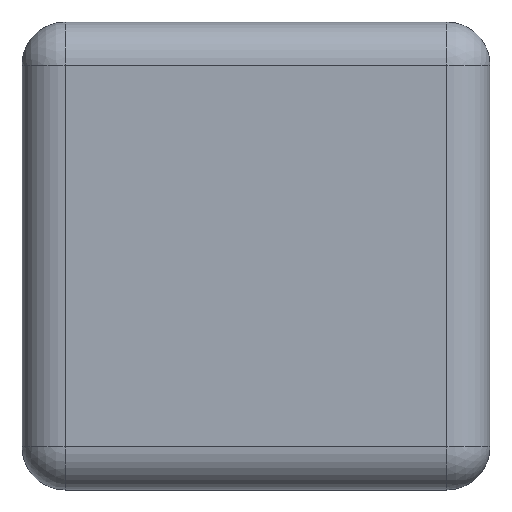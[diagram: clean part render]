
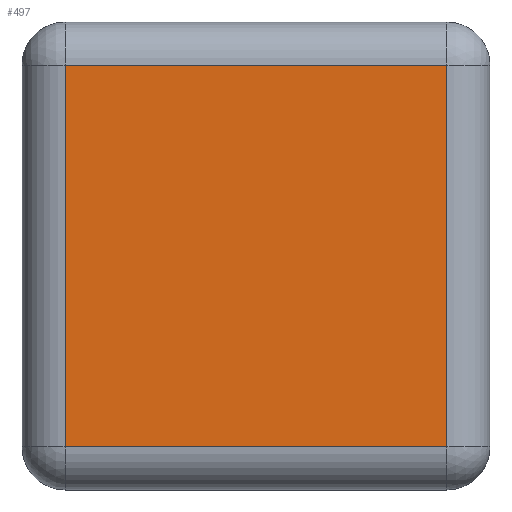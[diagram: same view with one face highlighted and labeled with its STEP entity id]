
A CAD part, left-side view. The second image highlights one B-rep face of the part: STEP entity #497.
In plain terms, the highlighted planar face has unit normal (-1, 0, 0).
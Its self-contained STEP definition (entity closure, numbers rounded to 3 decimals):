
#497=ADVANCED_FACE('NONE',(#1016),#1017,.F.);
#1016=FACE_OUTER_BOUND('',#1569,.T.);
#1017=PLANE('',#1570);
#1569=EDGE_LOOP('',(#2861,#2862,#2863,#2864));
#1570=AXIS2_PLACEMENT_3D('',#2865,#2866,#2867);
#2861=ORIENTED_EDGE('',*,*,#3660,.T.);
#2862=ORIENTED_EDGE('',*,*,#3661,.T.);
#2863=ORIENTED_EDGE('',*,*,#3662,.T.);
#2864=ORIENTED_EDGE('',*,*,#3663,.T.);
#2865=CARTESIAN_POINT('',(-97.478,10.644,43.331));
#2866=DIRECTION('',(1.0,0.,0.));
#2867=DIRECTION('',(0.,0.,-1.0));
#3660=EDGE_CURVE('NONE',#4446,#4447,#4448,.T.);
#3661=EDGE_CURVE('NONE',#4447,#4449,#4450,.T.);
#3662=EDGE_CURVE('NONE',#4449,#4451,#4452,.T.);
#3663=EDGE_CURVE('NONE',#4451,#4446,#4453,.T.);
#4446=VERTEX_POINT('NONE',#5523);
#4447=VERTEX_POINT('NONE',#5524);
#4448=LINE('',#5525,#5526);
#4449=VERTEX_POINT('NONE',#5527);
#4450=LINE('',#5528,#5529);
#4451=VERTEX_POINT('NONE',#5530);
#4452=LINE('',#5531,#5532);
#4453=LINE('',#5533,#5534);
#5523=CARTESIAN_POINT('',(-97.478,10.732,43.418));
#5524=CARTESIAN_POINT('',(-97.478,10.732,44.193));
#5525=CARTESIAN_POINT('',(-97.478,10.732,43.331));
#5526=VECTOR('',#6201,1000.0);
#5527=CARTESIAN_POINT('',(-97.478,11.507,44.193));
#5528=CARTESIAN_POINT('',(-97.478,10.644,44.193));
#5529=VECTOR('',#6202,1000.0);
#5530=CARTESIAN_POINT('',(-97.478,11.507,43.418));
#5531=CARTESIAN_POINT('',(-97.478,11.507,43.331));
#5532=VECTOR('',#6203,1000.0);
#5533=CARTESIAN_POINT('',(-97.478,10.644,43.418));
#5534=VECTOR('',#6204,1000.0);
#6201=DIRECTION('',(0.,0.,1.0));
#6202=DIRECTION('',(0.,1.0,0.));
#6203=DIRECTION('',(0.,0.,-1.0));
#6204=DIRECTION('',(0.,-1.0,0.));
